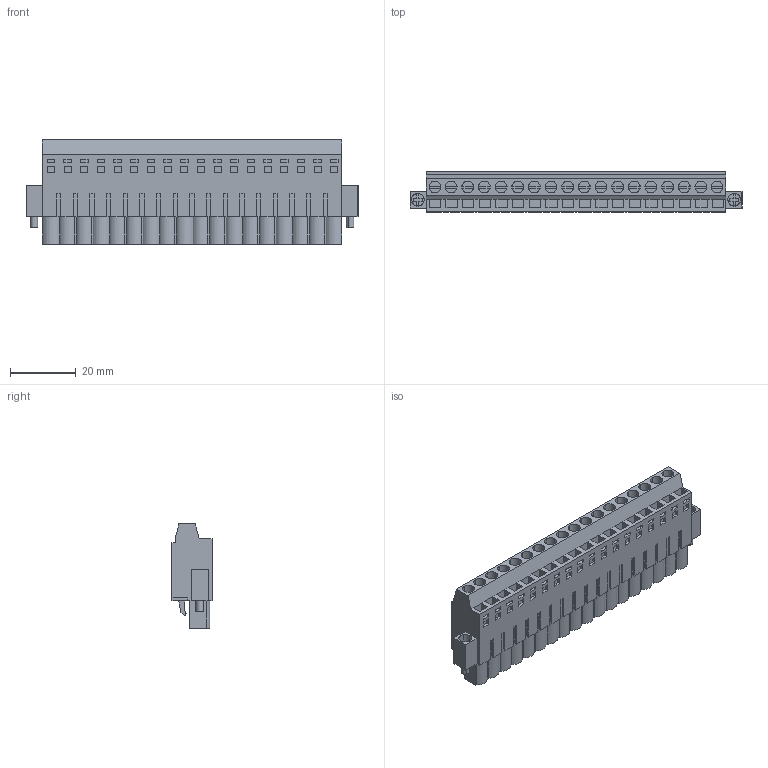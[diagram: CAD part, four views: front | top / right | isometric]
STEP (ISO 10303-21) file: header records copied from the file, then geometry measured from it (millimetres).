
FILE_DESCRIPTION(('CATIA V5 STEP Exchange','CAx-IF Rec.Pracs.--- Model Styling and Organization---1.2---2011-12-15'),'2;1');
FILE_NAME ('D1457354_0_1844150000_1844150000.stp','2017-10-31T20:29:33+00:00',('none'),('Weidmueller'),'CATIA Version 5-6 Release 2014','CATIA V5 STEP AP214','none');
FILE_SCHEMA(('AUTOMOTIVE_DESIGN { 1 0 10303 214 1 1 1 1 }'));
Length unit declared in the file: millimetre
Products named in the file (1): 1844150000
Bounding box: 101.24 x 12.2 x 31.8 mm (x, y, z)
Volume: 24935.3 mm3; surface area: 14225.9 mm2
Topology: 21 solids, 21 shells, 1219 faces, 3388 edges, 2309 vertices
Faces by surface type: plane 1047, cylinder 172
Entity records: 37367 total; most frequent: CARTESIAN_POINT 6834, ORIENTED_EDGE 6776, DIRECTION 4839, EDGE_CURVE 3388, VECTOR 2964, LINE 2964, VERTEX_POINT 2309, EDGE_LOOP 1321
